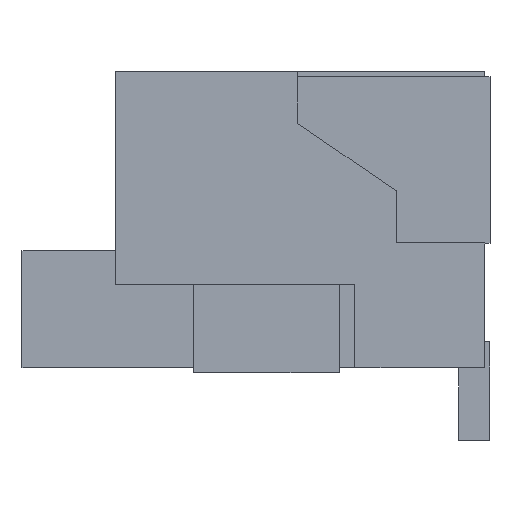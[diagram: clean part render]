
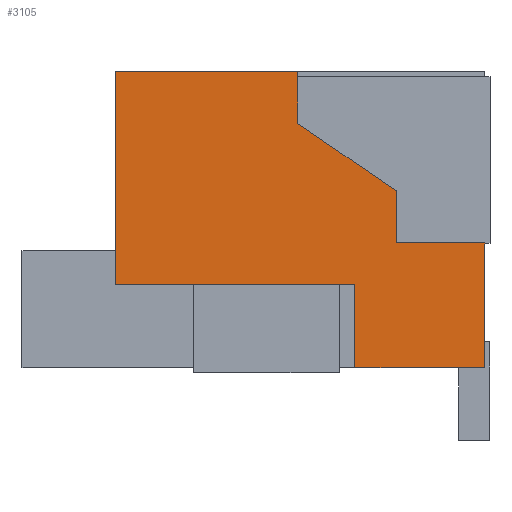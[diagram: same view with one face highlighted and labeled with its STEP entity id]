
A CAD part, left-side view. The second image highlights one B-rep face of the part: STEP entity #3105.
In plain terms, the highlighted planar face has unit normal (-1, 0, 0).
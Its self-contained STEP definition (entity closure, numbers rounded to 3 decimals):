
#41 = CARTESIAN_POINT ( 'NONE',  ( -6., 0.1, -2.85 ) ) ;
#49 = VECTOR ( 'NONE', #3524, 1000. ) ;
#71 = ORIENTED_EDGE ( 'NONE', *, *, #860, .T. ) ;
#170 = DIRECTION ( 'NONE',  ( 0., -1., 0. ) ) ;
#325 = ORIENTED_EDGE ( 'NONE', *, *, #1053, .T. ) ;
#494 = VERTEX_POINT ( 'NONE', #769 ) ;
#558 = CARTESIAN_POINT ( 'NONE',  ( -6., 3.7, -2.85 ) ) ;
#562 = CARTESIAN_POINT ( 'NONE',  ( -6., 0.1, -1.25 ) ) ;
#621 = EDGE_CURVE ( 'NONE', #3327, #1621, #3574, .T. ) ;
#687 = LINE ( 'NONE', #3913, #3825 ) ;
#726 = CARTESIAN_POINT ( 'NONE',  ( -6., 0.1, -2.85 ) ) ;
#769 = CARTESIAN_POINT ( 'NONE',  ( -6., 2.6, -2.85 ) ) ;
#804 = DIRECTION ( 'NONE',  ( 0., 0.825, 0.565 ) ) ;
#835 = VERTEX_POINT ( 'NONE', #4984 ) ;
#860 = EDGE_CURVE ( 'NONE', #1984, #835, #1600, .T. ) ;
#1053 = EDGE_CURVE ( 'NONE', #494, #2731, #2389, .T. ) ;
#1069 = LINE ( 'NONE', #3614, #4682 ) ;
#1093 = CARTESIAN_POINT ( 'NONE',  ( -6., 7.2, -2.85 ) ) ;
#1106 = ORIENTED_EDGE ( 'NONE', *, *, #3499, .T. ) ;
#1107 = VERTEX_POINT ( 'NONE', #5615 ) ;
#1418 = ORIENTED_EDGE ( 'NONE', *, *, #4917, .T. ) ;
#1435 = VECTOR ( 'NONE', #3780, 1000. ) ;
#1542 = DIRECTION ( 'NONE',  ( 0., 0., -1. ) ) ;
#1557 = CARTESIAN_POINT ( 'NONE',  ( -6., 3.7, 1.85 ) ) ;
#1573 = VERTEX_POINT ( 'NONE', #1772 ) ;
#1600 = LINE ( 'NONE', #558, #2749 ) ;
#1621 = VERTEX_POINT ( 'NONE', #2696 ) ;
#1722 = DIRECTION ( 'NONE',  ( 0., 0., 1. ) ) ;
#1727 = VECTOR ( 'NONE', #5044, 1000. ) ;
#1751 = VECTOR ( 'NONE', #170, 1000. ) ;
#1772 = CARTESIAN_POINT ( 'NONE',  ( -6., 2.6, -1.25 ) ) ;
#1948 = EDGE_CURVE ( 'NONE', #835, #1107, #1069, .T. ) ;
#1984 = VERTEX_POINT ( 'NONE', #1557 ) ;
#2058 = CARTESIAN_POINT ( 'NONE',  ( -6., 0.1, -0.45 ) ) ;
#2112 = VECTOR ( 'NONE', #1542, 1000. ) ;
#2151 = LINE ( 'NONE', #3091, #3791 ) ;
#2389 = LINE ( 'NONE', #726, #1727 ) ;
#2421 = VECTOR ( 'NONE', #804, 1000. ) ;
#2575 = LINE ( 'NONE', #5078, #1435 ) ;
#2593 = CARTESIAN_POINT ( 'NONE',  ( -6., 7.2, -1.25 ) ) ;
#2641 = ORIENTED_EDGE ( 'NONE', *, *, #5254, .T. ) ;
#2683 = DIRECTION ( 'NONE',  ( 0., 0., 1. ) ) ;
#2696 = CARTESIAN_POINT ( 'NONE',  ( -6., 1.8, -0.45 ) ) ;
#2731 = VERTEX_POINT ( 'NONE', #41 ) ;
#2749 = VECTOR ( 'NONE', #3599, 1000. ) ;
#2874 = LINE ( 'NONE', #1093, #2112 ) ;
#2875 = ORIENTED_EDGE ( 'NONE', *, *, #5148, .T. ) ;
#2977 = CARTESIAN_POINT ( 'NONE',  ( -6., 0.1, -0.45 ) ) ;
#2998 = CARTESIAN_POINT ( 'NONE',  ( -6., 1.8, 0.55 ) ) ;
#3091 = CARTESIAN_POINT ( 'NONE',  ( -6., 0.1, 2.85 ) ) ;
#3105 = ADVANCED_FACE ( 'NONE', ( #4841 ), #3158, .T. ) ;
#3158 = PLANE ( 'NONE',  #4472 ) ;
#3318 = EDGE_CURVE ( 'NONE', #3397, #1984, #3940, .T. ) ;
#3327 = VERTEX_POINT ( 'NONE', #2058 ) ;
#3397 = VERTEX_POINT ( 'NONE', #4292 ) ;
#3435 = EDGE_CURVE ( 'NONE', #2731, #3327, #2151, .T. ) ;
#3499 = EDGE_CURVE ( 'NONE', #1621, #3397, #687, .T. ) ;
#3524 = DIRECTION ( 'NONE',  ( 0., 1., 0. ) ) ;
#3533 = ORIENTED_EDGE ( 'NONE', *, *, #3318, .T. ) ;
#3574 = LINE ( 'NONE', #2977, #49 ) ;
#3599 = DIRECTION ( 'NONE',  ( 0., 0., 1. ) ) ;
#3614 = CARTESIAN_POINT ( 'NONE',  ( -6., 0.1, 2.85 ) ) ;
#3697 = ORIENTED_EDGE ( 'NONE', *, *, #1948, .T. ) ;
#3780 = DIRECTION ( 'NONE',  ( 0., 0., -1. ) ) ;
#3791 = VECTOR ( 'NONE', #1722, 1000. ) ;
#3825 = VECTOR ( 'NONE', #4790, 1000. ) ;
#3913 = CARTESIAN_POINT ( 'NONE',  ( -6., 1.8, -2.85 ) ) ;
#3940 = LINE ( 'NONE', #2998, #2421 ) ;
#4080 = LINE ( 'NONE', #562, #1751 ) ;
#4290 = VERTEX_POINT ( 'NONE', #2593 ) ;
#4292 = CARTESIAN_POINT ( 'NONE',  ( -6., 1.8, 0.55 ) ) ;
#4367 = EDGE_LOOP ( 'NONE', ( #2641, #325, #5140, #5404, #1106, #3533, #71, #3697, #2875, #1418 ) ) ;
#4413 = CARTESIAN_POINT ( 'NONE',  ( -6., 0.1, -2.85 ) ) ;
#4472 = AXIS2_PLACEMENT_3D ( 'NONE', #4413, #5275, #2683 ) ;
#4682 = VECTOR ( 'NONE', #5375, 1000. ) ;
#4790 = DIRECTION ( 'NONE',  ( 0., 0., 1. ) ) ;
#4841 = FACE_OUTER_BOUND ( 'NONE', #4367, .T. ) ;
#4917 = EDGE_CURVE ( 'NONE', #4290, #1573, #4080, .T. ) ;
#4984 = CARTESIAN_POINT ( 'NONE',  ( -6., 3.7, 2.85 ) ) ;
#5044 = DIRECTION ( 'NONE',  ( 0., -1., 0. ) ) ;
#5078 = CARTESIAN_POINT ( 'NONE',  ( -6., 2.6, -2.85 ) ) ;
#5140 = ORIENTED_EDGE ( 'NONE', *, *, #3435, .T. ) ;
#5148 = EDGE_CURVE ( 'NONE', #1107, #4290, #2874, .T. ) ;
#5254 = EDGE_CURVE ( 'NONE', #1573, #494, #2575, .T. ) ;
#5275 = DIRECTION ( 'NONE',  ( -1., 0., 0. ) ) ;
#5375 = DIRECTION ( 'NONE',  ( 0., 1., 0. ) ) ;
#5404 = ORIENTED_EDGE ( 'NONE', *, *, #621, .T. ) ;
#5615 = CARTESIAN_POINT ( 'NONE',  ( -6., 7.2, 2.85 ) ) ;
